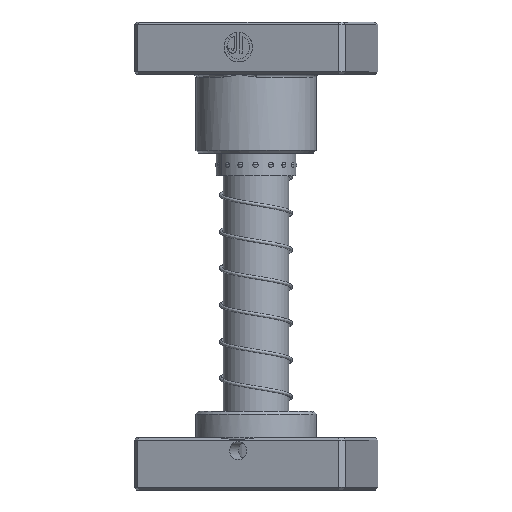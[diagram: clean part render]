
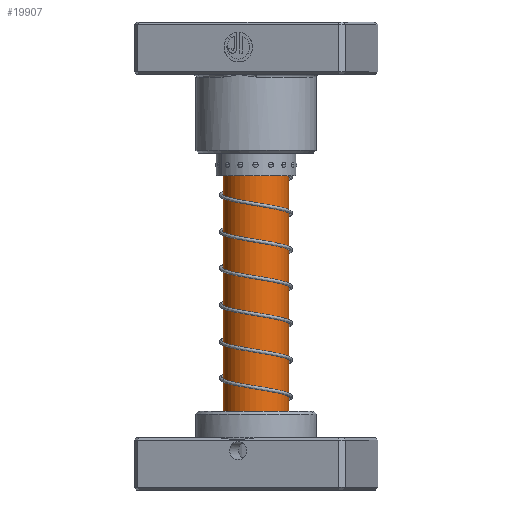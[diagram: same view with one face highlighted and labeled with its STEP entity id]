
A CAD part, front view. The second image highlights one B-rep face of the part: STEP entity #19907.
In plain terms, the highlighted cylindrical face has radius 12.5 mm (diameter 25 mm), a partial arc.
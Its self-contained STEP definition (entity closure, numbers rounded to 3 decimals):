
#694 = AXIS2_PLACEMENT_3D ( 'NONE', #5681, #27902, #8879 ) ;
#1820 = CIRCLE ( 'NONE', #5051, 12.5 ) ;
#2199 = EDGE_CURVE ( 'NONE', #34467, #5593, #1820, .T. ) ;
#2968 = DIRECTION ( 'NONE',  ( 0., 0., -1. ) ) ;
#3764 = CARTESIAN_POINT ( 'NONE',  ( 12.5, 0., 147.5 ) ) ;
#4375 = CARTESIAN_POINT ( 'NONE',  ( 12.5, 0., 19.25 ) ) ;
#4855 = CARTESIAN_POINT ( 'NONE',  ( -12.5, 0., 150. ) ) ;
#5051 = AXIS2_PLACEMENT_3D ( 'NONE', #25575, #6536, #28806 ) ;
#5593 = VERTEX_POINT ( 'NONE', #26066 ) ;
#5681 = CARTESIAN_POINT ( 'NONE',  ( 0., 0., 147.5 ) ) ;
#5745 = CIRCLE ( 'NONE', #694, 12.5 ) ;
#6536 = DIRECTION ( 'NONE',  ( 0., 0., -1. ) ) ;
#6614 = EDGE_CURVE ( 'NONE', #14119, #34467, #36248, .T. ) ;
#7972 = DIRECTION ( 'NONE',  ( 0., 0., -1. ) ) ;
#8879 = DIRECTION ( 'NONE',  ( 1., 0., 0. ) ) ;
#11301 = EDGE_CURVE ( 'NONE', #33645, #5593, #36580, .T. ) ;
#11353 = ORIENTED_EDGE ( 'NONE', *, *, #2199, .F. ) ;
#11789 = VECTOR ( 'NONE', #7972, 1000. ) ;
#13043 = AXIS2_PLACEMENT_3D ( 'NONE', #15836, #2968, #38166 ) ;
#14119 = VERTEX_POINT ( 'NONE', #3764 ) ;
#15708 = CYLINDRICAL_SURFACE ( 'NONE', #13043, 12.5 ) ;
#15836 = CARTESIAN_POINT ( 'NONE',  ( 0., 0., 150. ) ) ;
#16545 = EDGE_LOOP ( 'NONE', ( #21406, #21041, #16643, #11353 ) ) ;
#16643 = ORIENTED_EDGE ( 'NONE', *, *, #11301, .T. ) ;
#19574 = VECTOR ( 'NONE', #23836, 1000. ) ;
#19907 = ADVANCED_FACE ( 'NONE', ( #41184 ), #15708, .T. ) ;
#21041 = ORIENTED_EDGE ( 'NONE', *, *, #37525, .T. ) ;
#21406 = ORIENTED_EDGE ( 'NONE', *, *, #6614, .F. ) ;
#23836 = DIRECTION ( 'NONE',  ( 0., 0., -1. ) ) ;
#25575 = CARTESIAN_POINT ( 'NONE',  ( 0., 0., 19.25 ) ) ;
#26066 = CARTESIAN_POINT ( 'NONE',  ( -12.5, 0., 19.25 ) ) ;
#26997 = CARTESIAN_POINT ( 'NONE',  ( 12.5, 0., 150. ) ) ;
#27902 = DIRECTION ( 'NONE',  ( 0., 0., -1. ) ) ;
#28806 = DIRECTION ( 'NONE',  ( -1., 0., 0. ) ) ;
#33645 = VERTEX_POINT ( 'NONE', #37965 ) ;
#34467 = VERTEX_POINT ( 'NONE', #4375 ) ;
#36248 = LINE ( 'NONE', #26997, #11789 ) ;
#36580 = LINE ( 'NONE', #4855, #19574 ) ;
#37525 = EDGE_CURVE ( 'NONE', #14119, #33645, #5745, .T. ) ;
#37965 = CARTESIAN_POINT ( 'NONE',  ( -12.5, 0., 147.5 ) ) ;
#38166 = DIRECTION ( 'NONE',  ( -1., 0., 0. ) ) ;
#41184 = FACE_OUTER_BOUND ( 'NONE', #16545, .T. ) ;
